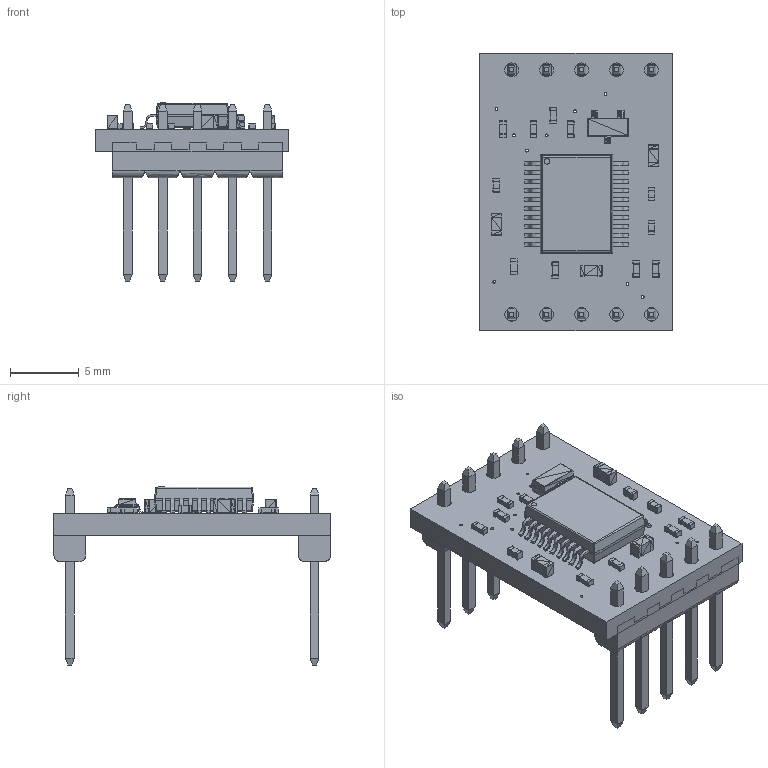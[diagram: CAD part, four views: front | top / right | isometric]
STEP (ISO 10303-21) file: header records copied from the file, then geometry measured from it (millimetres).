
FILE_DESCRIPTION(('for SolidWorks'),'2;1');
FILE_NAME('ISO-1.step', '2019-10-03T14:07:36',('Efrem-PC'),(''), 'Open CASCADE STEP processor 6.6','DipTrace','Unknown');
FILE_SCHEMA(('AUTOMOTIVE_DESIGN { 1 0 10303 214 1 1 1 1 }'));
Length unit declared in the file: millimetre
Products named in the file (8): PCB_ISO-1; Board_ISO-1; ssop-20; cap_0402; 5P_male_header; res_0402; cap_0603; sot23
Assembly tree (19 placements, depth 2):
  PCB_ISO-1
    Board_ISO-1
    ssop-20
    cap_0402  x3
    5P_male_header  x2
    res_0402  x8
    cap_0603  x3
    sot23
Bounding box: 13.97 x 20.16 x 12.94 mm (x, y, z)
Volume: 605.2 mm3; surface area: 1500.6 mm2
Topology: 17 solids, 42 shells, 1540 faces, 3296 edges, 1856 vertices
Faces by surface type: plane 1030, bspline 424, cylinder 46, revolution 40
Full cylindrical faces by diameter (mm): 0.2 x15, 0.4 x1, 1 x10
Entity records: 25988 total; most frequent: CARTESIAN_POINT 6005, ORIENTED_EDGE 3094, DIRECTION 2415, EDGE_CURVE 1547, LINE 1187, VECTOR 1187, VERTEX_POINT 856, FACE_BOUND 827
